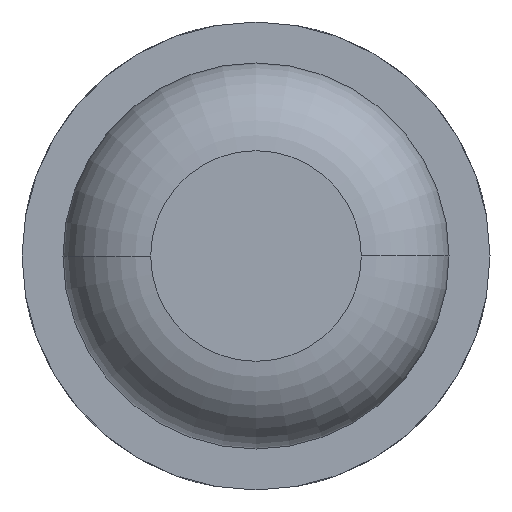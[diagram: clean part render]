
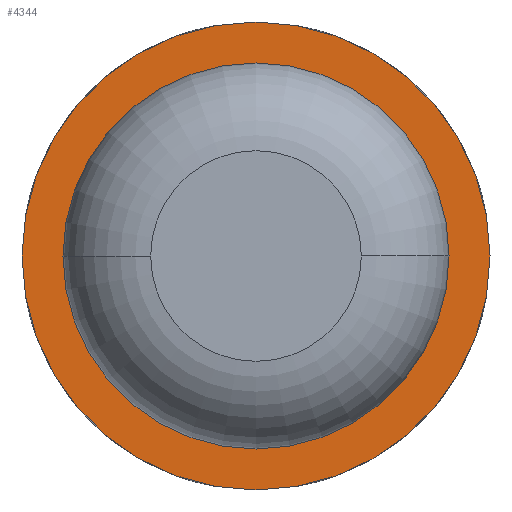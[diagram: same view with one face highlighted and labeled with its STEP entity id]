
A CAD part, front view. The second image highlights one B-rep face of the part: STEP entity #4344.
In plain terms, the highlighted planar face has unit normal (0, -1, 0).
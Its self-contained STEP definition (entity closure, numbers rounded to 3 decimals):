
#38 = AXIS2_PLACEMENT_3D ( 'NONE', #5337, #2791, #3212 ) ;
#53 = DIRECTION ( 'NONE',  ( 0., 1., 0. ) ) ;
#154 = CARTESIAN_POINT ( 'NONE',  ( -1., -5., 0. ) ) ;
#250 = DIRECTION ( 'NONE',  ( -1., 0., 0. ) ) ;
#550 = CIRCLE ( 'NONE', #2923, 1. ) ;
#604 = EDGE_CURVE ( 'Defeature ausgef�hrt1_6+Defeature ausgef�hrt1_5+Defeature ausgef�hrt1_5+Defeature ausgef�hrt1_5', #2770, #2089, #550, .T. ) ;
#789 = EDGE_LOOP ( 'NONE', ( #3981, #2932 ) ) ;
#1188 = DIRECTION ( 'NONE',  ( 0., 1., 0. ) ) ;
#1644 = VERTEX_POINT ( 'NONE', #2861 ) ;
#1763 = CIRCLE ( 'NONE', #2705, 0.825 ) ;
#1834 = CARTESIAN_POINT ( 'NONE',  ( -0.825, -5., 0. ) ) ;
#1889 = EDGE_CURVE ( 'Defeature ausgef�hrt1_5+Defeature ausgef�hrt1_0+Defeature ausgef�hrt1_0+Defeature ausgef�hrt1_0', #1893, #1644, #1763, .T. ) ;
#1893 = VERTEX_POINT ( 'NONE', #1834 ) ;
#1937 = PLANE ( 'NONE',  #38 ) ;
#1954 = FACE_OUTER_BOUND ( 'NONE', #789, .T. ) ;
#2021 = DIRECTION ( 'NONE',  ( 0., 1., 0. ) ) ;
#2089 = VERTEX_POINT ( 'NONE', #2456 ) ;
#2381 = CIRCLE ( 'NONE', #2617, 0.825 ) ;
#2456 = CARTESIAN_POINT ( 'NONE',  ( 1., -5., 0. ) ) ;
#2617 = AXIS2_PLACEMENT_3D ( 'NONE', #3315, #1188, #4191 ) ;
#2705 = AXIS2_PLACEMENT_3D ( 'NONE', #3473, #53, #3104 ) ;
#2770 = VERTEX_POINT ( 'NONE', #154 ) ;
#2791 = DIRECTION ( 'NONE',  ( 0., 1., 0. ) ) ;
#2861 = CARTESIAN_POINT ( 'NONE',  ( 0.825, -5., 0. ) ) ;
#2923 = AXIS2_PLACEMENT_3D ( 'NONE', #3138, #4008, #250 ) ;
#2932 = ORIENTED_EDGE ( 'NONE', *, *, #4728, .F. ) ;
#2966 = ORIENTED_EDGE ( 'NONE', *, *, #4865, .T. ) ;
#3104 = DIRECTION ( 'NONE',  ( -1., 0., 0. ) ) ;
#3138 = CARTESIAN_POINT ( 'NONE',  ( 0., -5., 0. ) ) ;
#3212 = DIRECTION ( 'NONE',  ( -1., 0., 0. ) ) ;
#3315 = CARTESIAN_POINT ( 'NONE',  ( 0., -5., 0. ) ) ;
#3473 = CARTESIAN_POINT ( 'NONE',  ( 0., -5., 0. ) ) ;
#3547 = FACE_BOUND ( 'NONE', #4025, .T. ) ;
#3938 = CIRCLE ( 'NONE', #3970, 1. ) ;
#3970 = AXIS2_PLACEMENT_3D ( 'NONE', #5405, #2021, #5428 ) ;
#3981 = ORIENTED_EDGE ( 'NONE', *, *, #604, .F. ) ;
#4005 = ORIENTED_EDGE ( 'NONE', *, *, #1889, .T. ) ;
#4008 = DIRECTION ( 'NONE',  ( 0., 1., 0. ) ) ;
#4025 = EDGE_LOOP ( 'NONE', ( #4005, #2966 ) ) ;
#4191 = DIRECTION ( 'NONE',  ( -1., 0., 0. ) ) ;
#4344 = ADVANCED_FACE ( 'Defeature ausgef�hrt1_5', ( #1954, #3547 ), #1937, .F. ) ;
#4728 = EDGE_CURVE ( 'Defeature ausgef�hrt1_6+Defeature ausgef�hrt1_5+Defeature ausgef�hrt1_5+Defeature ausgef�hrt1_5', #2089, #2770, #3938, .T. ) ;
#4865 = EDGE_CURVE ( 'Defeature ausgef�hrt1_5+Defeature ausgef�hrt1_0+Defeature ausgef�hrt1_0+Defeature ausgef�hrt1_0', #1644, #1893, #2381, .T. ) ;
#5337 = CARTESIAN_POINT ( 'NONE',  ( 0.825, -5., 0. ) ) ;
#5405 = CARTESIAN_POINT ( 'NONE',  ( 0., -5., 0. ) ) ;
#5428 = DIRECTION ( 'NONE',  ( -1., 0., 0. ) ) ;
